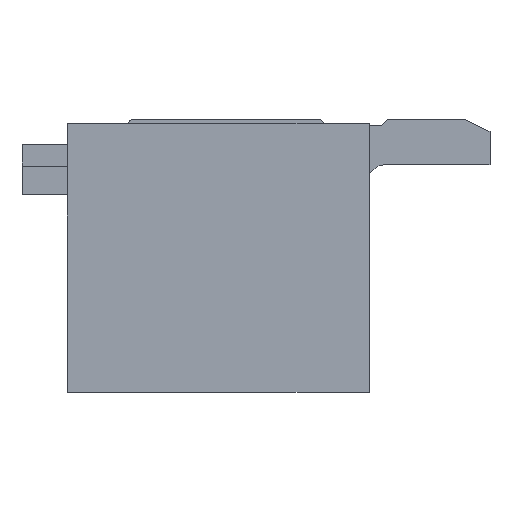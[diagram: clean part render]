
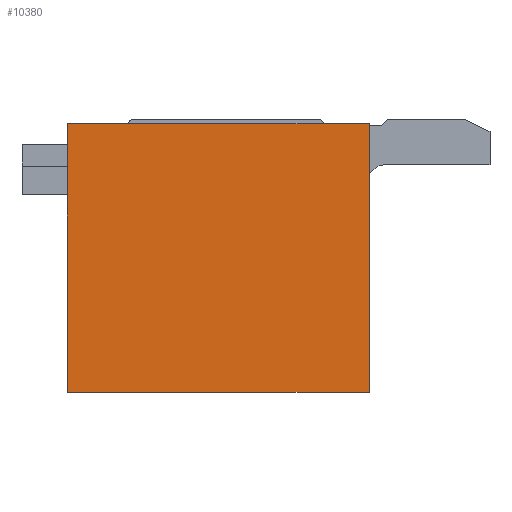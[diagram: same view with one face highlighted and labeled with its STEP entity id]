
A CAD part, left-side view. The second image highlights one B-rep face of the part: STEP entity #10380.
In plain terms, the highlighted planar face has unit normal (-1, 0, 0).
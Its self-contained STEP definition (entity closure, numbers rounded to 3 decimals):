
#93=DIRECTION('',(0.,-1.,0.));
#94=VECTOR('',#93,5.);
#95=CARTESIAN_POINT('',(-5.15,2.125,-2.225));
#96=LINE('',#95,#94);
#313=DIRECTION('',(0.,0.,1.));
#314=VECTOR('',#313,4.45);
#315=CARTESIAN_POINT('',(-5.15,-2.875,-2.225));
#316=LINE('',#315,#314);
#1025=DIRECTION('',(0.,-1.,0.));
#1026=VECTOR('',#1025,5.);
#1027=CARTESIAN_POINT('',(-5.15,2.125,2.225));
#1028=LINE('',#1027,#1026);
#3761=DIRECTION('',(0.,0.,-1.));
#3762=VECTOR('',#3761,4.45);
#3763=CARTESIAN_POINT('',(-5.15,2.125,2.225));
#3764=LINE('',#3763,#3762);
#3781=CARTESIAN_POINT('',(-5.15,-2.875,-2.225));
#3782=CARTESIAN_POINT('',(-5.15,-2.875,2.225));
#3783=VERTEX_POINT('',#3781);
#3784=VERTEX_POINT('',#3782);
#3789=CARTESIAN_POINT('',(-5.15,2.125,2.225));
#3790=CARTESIAN_POINT('',(-5.15,2.125,-2.225));
#3791=VERTEX_POINT('',#3789);
#3792=VERTEX_POINT('',#3790);
#10369=CARTESIAN_POINT('',(-5.15,2.875,-2.225));
#10370=DIRECTION('',(-1.,0.,0.));
#10371=DIRECTION('',(0.,-1.,0.));
#10372=AXIS2_PLACEMENT_3D('',#10369,#10370,#10371);
#10373=PLANE('',#10372);
#10374=ORIENTED_EDGE('',*,*,#5825,.F.);
#10375=ORIENTED_EDGE('',*,*,#5886,.T.);
#10376=ORIENTED_EDGE('',*,*,#5294,.F.);
#10377=ORIENTED_EDGE('',*,*,#5082,.F.);
#10378=EDGE_LOOP('',(#10374,#10375,#10376,#10377));
#10379=FACE_OUTER_BOUND('',#10378,.F.);
#10380=ADVANCED_FACE('',(#10379),#10373,.T.);
#5082=EDGE_CURVE('',#3792,#3783,#96,.T.);
#5294=EDGE_CURVE('',#3783,#3784,#316,.T.);
#5825=EDGE_CURVE('',#3791,#3792,#3764,.T.);
#5886=EDGE_CURVE('',#3791,#3784,#1028,.T.);
